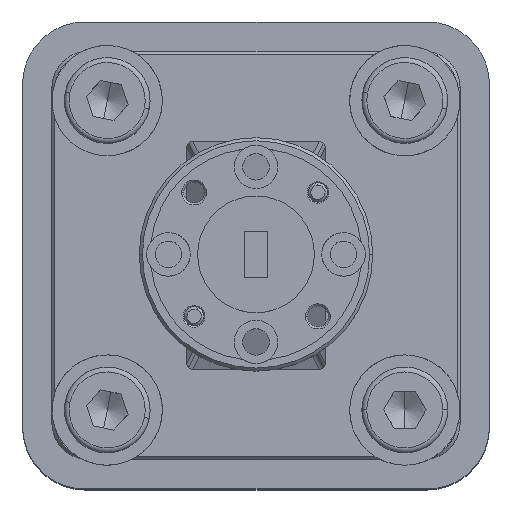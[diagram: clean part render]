
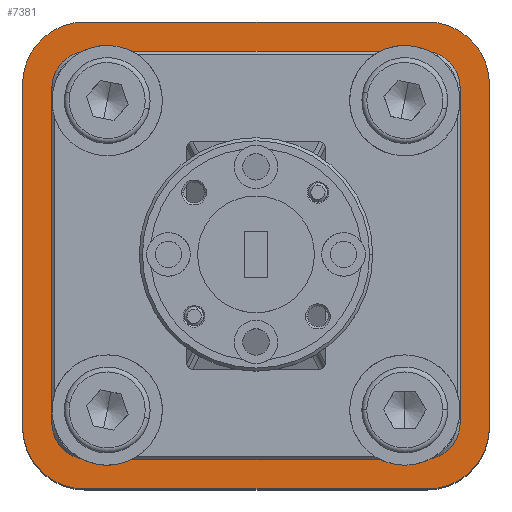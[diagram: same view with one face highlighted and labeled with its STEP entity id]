
A CAD part, top view. The second image highlights one B-rep face of the part: STEP entity #7381.
In plain terms, the highlighted planar face has unit normal (0, 0, 1).
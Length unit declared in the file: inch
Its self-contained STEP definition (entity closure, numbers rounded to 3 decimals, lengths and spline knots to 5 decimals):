
#285 = EDGE_CURVE ( 'NONE', #7989, #728, #718, .T. ) ;
#441 = VERTEX_POINT ( 'NONE', #2977 ) ;
#472 = VECTOR ( 'NONE', #3454, 39.37008 ) ;
#718 = LINE ( 'NONE', #2570, #472 ) ;
#728 = VERTEX_POINT ( 'NONE', #2783 ) ;
#810 = LINE ( 'NONE', #8147, #1922 ) ;
#861 = EDGE_CURVE ( 'NONE', #728, #4698, #7621, .T. ) ;
#1142 = AXIS2_PLACEMENT_3D ( 'NONE', #8110, #5093, #9660 ) ;
#1208 = DIRECTION ( 'NONE',  ( 0., 0., 1. ) ) ;
#1279 = CARTESIAN_POINT ( 'NONE',  ( -2.55865, 0.97105, 0.42848 ) ) ;
#1555 = AXIS2_PLACEMENT_3D ( 'NONE', #10970, #4757, #7384 ) ;
#1835 = EDGE_CURVE ( 'NONE', #5513, #7989, #5813, .T. ) ;
#1922 = VECTOR ( 'NONE', #3367, 39.37008 ) ;
#1989 = VERTEX_POINT ( 'NONE', #11136 ) ;
#2457 = ORIENTED_EDGE ( 'NONE', *, *, #285, .T. ) ;
#2570 = CARTESIAN_POINT ( 'NONE',  ( -2.35865, -0.32895, 0.42848 ) ) ;
#2572 = VERTEX_POINT ( 'NONE', #7716 ) ;
#2783 = CARTESIAN_POINT ( 'NONE',  ( -2.35865, 0.77105, 0.42848 ) ) ;
#2977 = CARTESIAN_POINT ( 'NONE',  ( -3.85865, -0.32895, 0.42848 ) ) ;
#3297 = VERTEX_POINT ( 'NONE', #8384 ) ;
#3326 = ORIENTED_EDGE ( 'NONE', *, *, #8861, .T. ) ;
#3367 = DIRECTION ( 'NONE',  ( -1., 0., 0. ) ) ;
#3402 = DIRECTION ( 'NONE',  ( 1., 0., 0. ) ) ;
#3454 = DIRECTION ( 'NONE',  ( 0., 1., 0. ) ) ;
#3622 = ORIENTED_EDGE ( 'NONE', *, *, #1835, .T. ) ;
#4102 = CARTESIAN_POINT ( 'NONE',  ( -2.55865, -0.32895, 0.42848 ) ) ;
#4547 = CARTESIAN_POINT ( 'NONE',  ( -3.85865, 0.77105, 0.42848 ) ) ;
#4698 = VERTEX_POINT ( 'NONE', #1279 ) ;
#4715 = FACE_OUTER_BOUND ( 'NONE', #10824, .T. ) ;
#4757 = DIRECTION ( 'NONE',  ( 0., 0., 1. ) ) ;
#4871 = EDGE_CURVE ( 'NONE', #4698, #3297, #810, .T. ) ;
#4929 = CIRCLE ( 'NONE', #1142, 0.2 ) ;
#5093 = DIRECTION ( 'NONE',  ( 0., 0., 1. ) ) ;
#5122 = AXIS2_PLACEMENT_3D ( 'NONE', #6940, #7778, #6812 ) ;
#5513 = VERTEX_POINT ( 'NONE', #11278 ) ;
#5713 = DIRECTION ( 'NONE',  ( 1., 0., 0. ) ) ;
#5813 = CIRCLE ( 'NONE', #8140, 0.2 ) ;
#6176 = ORIENTED_EDGE ( 'NONE', *, *, #4871, .T. ) ;
#6242 = ORIENTED_EDGE ( 'NONE', *, *, #8913, .T. ) ;
#6353 = ORIENTED_EDGE ( 'NONE', *, *, #9782, .T. ) ;
#6812 = DIRECTION ( 'NONE',  ( 1., 0., 0. ) ) ;
#6855 = VECTOR ( 'NONE', #7414, 39.37008 ) ;
#6940 = CARTESIAN_POINT ( 'NONE',  ( -2.55865, 0.77105, 0.42848 ) ) ;
#7135 = CARTESIAN_POINT ( 'NONE',  ( -2.35865, -0.32895, 0.42848 ) ) ;
#7381 = ADVANCED_FACE ( 'NONE', ( #4715 ), #10985, .T. ) ;
#7384 = DIRECTION ( 'NONE',  ( 1., 0., 0. ) ) ;
#7414 = DIRECTION ( 'NONE',  ( 0., -1., 0. ) ) ;
#7621 = CIRCLE ( 'NONE', #5122, 0.2 ) ;
#7716 = CARTESIAN_POINT ( 'NONE',  ( -3.65865, -0.52895, 0.42848 ) ) ;
#7741 = DIRECTION ( 'NONE',  ( 0., 0., 1. ) ) ;
#7778 = DIRECTION ( 'NONE',  ( 0., 0., 1. ) ) ;
#7989 = VERTEX_POINT ( 'NONE', #7135 ) ;
#8013 = VECTOR ( 'NONE', #3402, 39.37008 ) ;
#8071 = LINE ( 'NONE', #9132, #8013 ) ;
#8110 = CARTESIAN_POINT ( 'NONE',  ( -3.65865, -0.32895, 0.42848 ) ) ;
#8140 = AXIS2_PLACEMENT_3D ( 'NONE', #4102, #7741, #11370 ) ;
#8147 = CARTESIAN_POINT ( 'NONE',  ( -2.55865, 0.97105, 0.42848 ) ) ;
#8316 = CARTESIAN_POINT ( 'NONE',  ( -2.55865, 0.77105, 0.42848 ) ) ;
#8384 = CARTESIAN_POINT ( 'NONE',  ( -3.65865, 0.97105, 0.42848 ) ) ;
#8778 = ORIENTED_EDGE ( 'NONE', *, *, #11279, .T. ) ;
#8861 = EDGE_CURVE ( 'NONE', #2572, #5513, #8071, .T. ) ;
#8913 = EDGE_CURVE ( 'NONE', #3297, #1989, #11078, .T. ) ;
#9132 = CARTESIAN_POINT ( 'NONE',  ( -3.65865, -0.52895, 0.42848 ) ) ;
#9234 = LINE ( 'NONE', #4547, #6855 ) ;
#9435 = ORIENTED_EDGE ( 'NONE', *, *, #861, .T. ) ;
#9660 = DIRECTION ( 'NONE',  ( 1., 0., 0. ) ) ;
#9782 = EDGE_CURVE ( 'NONE', #1989, #441, #9234, .T. ) ;
#10129 = AXIS2_PLACEMENT_3D ( 'NONE', #8316, #1208, #5713 ) ;
#10824 = EDGE_LOOP ( 'NONE', ( #9435, #6176, #6242, #6353, #8778, #3326, #3622, #2457 ) ) ;
#10970 = CARTESIAN_POINT ( 'NONE',  ( -3.65865, 0.77105, 0.42848 ) ) ;
#10985 = PLANE ( 'NONE',  #10129 ) ;
#11078 = CIRCLE ( 'NONE', #1555, 0.2 ) ;
#11136 = CARTESIAN_POINT ( 'NONE',  ( -3.85865, 0.77105, 0.42848 ) ) ;
#11278 = CARTESIAN_POINT ( 'NONE',  ( -2.55865, -0.52895, 0.42848 ) ) ;
#11279 = EDGE_CURVE ( 'NONE', #441, #2572, #4929, .T. ) ;
#11370 = DIRECTION ( 'NONE',  ( 1., 0., 0. ) ) ;
